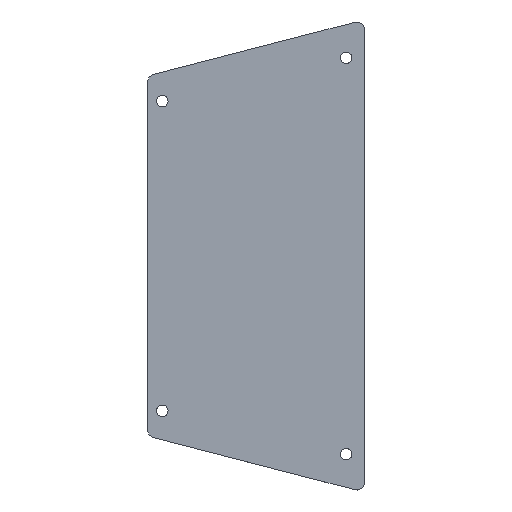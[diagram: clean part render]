
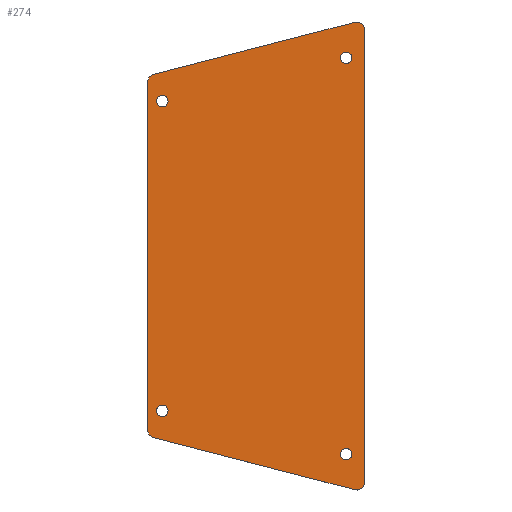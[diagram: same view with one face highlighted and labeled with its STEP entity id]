
A CAD part, top view. The second image highlights one B-rep face of the part: STEP entity #274.
In plain terms, the highlighted planar face has unit normal (0, 0, 1).
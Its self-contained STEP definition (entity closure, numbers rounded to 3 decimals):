
#19=FACE_BOUND('',#61,.T.);
#20=FACE_BOUND('',#62,.T.);
#21=FACE_BOUND('',#63,.T.);
#22=FACE_BOUND('',#64,.T.);
#28=PLANE('',#324);
#42=FACE_OUTER_BOUND('',#60,.T.);
#60=EDGE_LOOP('',(#241,#242,#243,#244,#245,#246,#247,#248));
#61=EDGE_LOOP('',(#249));
#62=EDGE_LOOP('',(#250));
#63=EDGE_LOOP('',(#251));
#64=EDGE_LOOP('',(#252));
#73=LINE('',#446,#93);
#79=LINE('',#466,#99);
#82=LINE('',#474,#102);
#84=LINE('',#480,#104);
#93=VECTOR('',#367,10.);
#99=VECTOR('',#387,10.);
#102=VECTOR('',#396,10.);
#104=VECTOR('',#404,10.);
#105=CIRCLE('',#296,1.6);
#107=CIRCLE('',#299,1.6);
#109=CIRCLE('',#302,1.6);
#111=CIRCLE('',#305,1.6);
#114=CIRCLE('',#309,2.);
#118=CIRCLE('',#316,2.);
#119=CIRCLE('',#319,2.);
#120=CIRCLE('',#322,2.);
#121=VERTEX_POINT('',#409);
#123=VERTEX_POINT('',#415);
#125=VERTEX_POINT('',#421);
#127=VERTEX_POINT('',#427);
#131=VERTEX_POINT('',#436);
#132=VERTEX_POINT('',#438);
#134=VERTEX_POINT('',#444);
#140=VERTEX_POINT('',#460);
#141=VERTEX_POINT('',#464);
#142=VERTEX_POINT('',#468);
#143=VERTEX_POINT('',#472);
#144=VERTEX_POINT('',#476);
#145=EDGE_CURVE('',#121,#121,#105,.T.);
#148=EDGE_CURVE('',#123,#123,#107,.T.);
#151=EDGE_CURVE('',#125,#125,#109,.T.);
#154=EDGE_CURVE('',#127,#127,#111,.T.);
#159=EDGE_CURVE('',#131,#132,#114,.T.);
#163=EDGE_CURVE('',#131,#134,#73,.T.);
#170=EDGE_CURVE('',#140,#134,#118,.T.);
#173=EDGE_CURVE('',#141,#140,#79,.T.);
#174=EDGE_CURVE('',#142,#141,#119,.T.);
#177=EDGE_CURVE('',#142,#143,#82,.T.);
#179=EDGE_CURVE('',#144,#143,#120,.T.);
#180=EDGE_CURVE('',#132,#144,#84,.T.);
#241=ORIENTED_EDGE('',*,*,#159,.F.);
#242=ORIENTED_EDGE('',*,*,#163,.T.);
#243=ORIENTED_EDGE('',*,*,#170,.F.);
#244=ORIENTED_EDGE('',*,*,#173,.F.);
#245=ORIENTED_EDGE('',*,*,#174,.F.);
#246=ORIENTED_EDGE('',*,*,#177,.T.);
#247=ORIENTED_EDGE('',*,*,#179,.F.);
#248=ORIENTED_EDGE('',*,*,#180,.F.);
#249=ORIENTED_EDGE('',*,*,#145,.T.);
#250=ORIENTED_EDGE('',*,*,#148,.T.);
#251=ORIENTED_EDGE('',*,*,#151,.T.);
#252=ORIENTED_EDGE('',*,*,#154,.T.);
#274=ADVANCED_FACE('',(#42,#19,#20,#21,#22),#28,.T.);
#296=AXIS2_PLACEMENT_3D('',#410,#329,#330);
#299=AXIS2_PLACEMENT_3D('',#416,#336,#337);
#302=AXIS2_PLACEMENT_3D('',#422,#343,#344);
#305=AXIS2_PLACEMENT_3D('',#428,#350,#351);
#309=AXIS2_PLACEMENT_3D('',#439,#360,#361);
#316=AXIS2_PLACEMENT_3D('',#461,#381,#382);
#319=AXIS2_PLACEMENT_3D('',#469,#390,#391);
#322=AXIS2_PLACEMENT_3D('',#478,#400,#401);
#324=AXIS2_PLACEMENT_3D('',#481,#405,#406);
#329=DIRECTION('center_axis',(0.,0.,-1.));
#330=DIRECTION('ref_axis',(-1.,0.,0.));
#336=DIRECTION('center_axis',(0.,0.,-1.));
#337=DIRECTION('ref_axis',(-1.,0.,0.));
#343=DIRECTION('center_axis',(0.,0.,-1.));
#344=DIRECTION('ref_axis',(-1.,0.,0.));
#350=DIRECTION('center_axis',(0.,0.,-1.));
#351=DIRECTION('ref_axis',(-1.,0.,0.));
#360=DIRECTION('center_axis',(0.,0.,-1.));
#361=DIRECTION('ref_axis',(-0.25,-0.968,0.));
#367=DIRECTION('',(0.,1.,0.));
#381=DIRECTION('center_axis',(0.,0.,-1.));
#382=DIRECTION('ref_axis',(-0.25,0.968,0.));
#387=DIRECTION('',(0.968,0.25,0.));
#390=DIRECTION('center_axis',(0.,0.,-1.));
#391=DIRECTION('ref_axis',(-0.791,0.612,0.));
#396=DIRECTION('',(0.,-1.,0.));
#400=DIRECTION('center_axis',(0.,0.,-1.));
#401=DIRECTION('ref_axis',(-0.791,-0.612,0.));
#404=DIRECTION('',(-0.968,0.25,0.));
#405=DIRECTION('center_axis',(0.,0.,1.));
#406=DIRECTION('ref_axis',(1.,0.,0.));
#409=CARTESIAN_POINT('',(5.6,108.,1.6));
#410=CARTESIAN_POINT('Origin',(4.,108.,1.6));
#415=CARTESIAN_POINT('',(5.6,22.,1.6));
#416=CARTESIAN_POINT('Origin',(4.,22.,1.6));
#421=CARTESIAN_POINT('',(56.6,10.,1.6));
#422=CARTESIAN_POINT('Origin',(55.,10.,1.6));
#427=CARTESIAN_POINT('',(56.6,120.,1.6));
#428=CARTESIAN_POINT('Origin',(55.,120.,1.6));
#436=CARTESIAN_POINT('',(60.,2.066,1.6));
#438=CARTESIAN_POINT('',(57.499,0.13,1.6));
#439=CARTESIAN_POINT('Origin',(58.,2.066,1.6));
#444=CARTESIAN_POINT('',(60.,127.934,1.6));
#446=CARTESIAN_POINT('',(60.,0.,1.6));
#460=CARTESIAN_POINT('',(57.499,129.87,1.6));
#461=CARTESIAN_POINT('Origin',(58.,127.934,1.6));
#464=CARTESIAN_POINT('',(1.499,115.388,1.6));
#466=CARTESIAN_POINT('',(22.499,120.819,1.6));
#468=CARTESIAN_POINT('',(0.,113.451,1.6));
#469=CARTESIAN_POINT('Origin',(2.,113.451,1.6));
#472=CARTESIAN_POINT('',(0.,16.549,1.6));
#474=CARTESIAN_POINT('',(0.,130.,1.6));
#476=CARTESIAN_POINT('',(1.499,14.612,1.6));
#478=CARTESIAN_POINT('Origin',(2.,16.549,1.6));
#480=CARTESIAN_POINT('',(22.499,9.181,1.6));
#481=CARTESIAN_POINT('Origin',(30.,65.,1.6));
